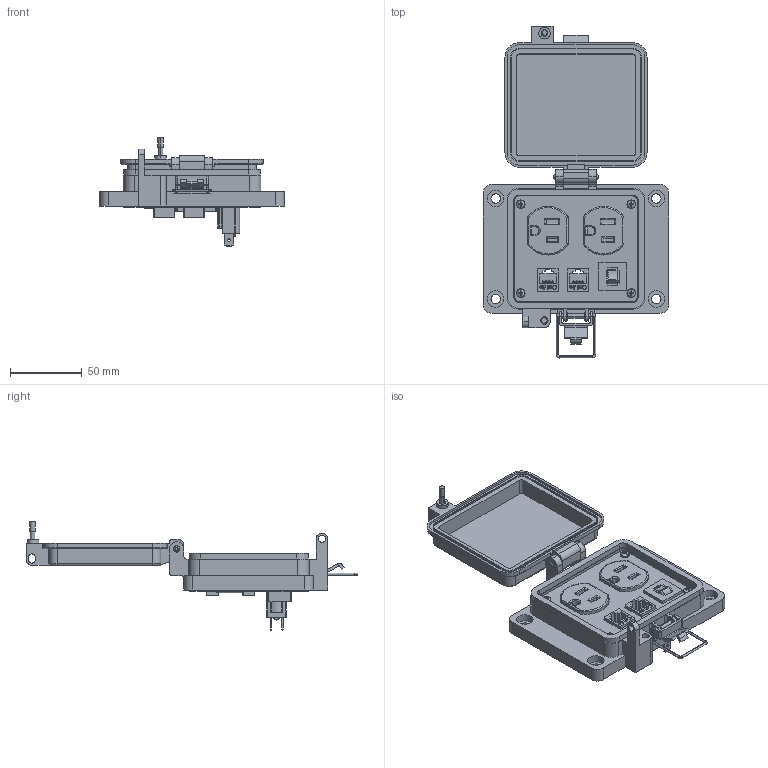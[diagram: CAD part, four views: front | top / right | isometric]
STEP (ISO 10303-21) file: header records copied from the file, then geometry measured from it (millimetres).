
FILE_DESCRIPTION (( 'STEP AP214' ), '1' );
FILE_NAME ('P-R2#2-K3RD3_3D.STEP', '2018-02-08T16:15:10', ( '' ), ( '' ), 'SwSTEP 2.0', 'SolidWorks 2017', '' );
FILE_SCHEMA (( 'AUTOMOTIVE_DESIGN' ));
Length unit declared in the file: millimetre
Products named in the file (13): Z-300-RJ45CAT5; P-R2#2-K3RD3_FP060_1; 90272A106_ZINC-PLTD STL PAN HEAD PHILLIPS MACHINE SCREW_90272A106; P-R2#2-K3RD3_TP060_1; P-R2#2-K3RD3_BP180_1; P-R2#2-K3RD3_3D; 92005A124_METRIC PAN HEAD PHILLIPS MACHINE SCREW_92005A124; -K3; Z-H-K3_B; RD_sheared; Z-200-OTLT-RD_Sheared; Z-CB-SM; R2
Assembly tree (19 placements, depth 3):
  P-R2#2-K3RD3_3D
    P-R2#2-K3RD3_BP180_1
    P-R2#2-K3RD3_TP060_1
    90272A106_ZINC-PLTD STL PAN HEAD PHILLIPS MACHINE SCREW_90272A106  x4
    P-R2#2-K3RD3_FP060_1
    R2  x2
      Z-300-RJ45CAT5
    Z-CB-SM
    RD_sheared
      Z-200-OTLT-RD_Sheared
    -K3
      Z-H-K3_B
    92005A124_METRIC PAN HEAD PHILLIPS MACHINE SCREW_92005A124  x4
Bounding box: 129 x 231.28 x 76.11 mm (x, y, z)
Volume: 198510.4 mm3; surface area: 136930.8 mm2
Topology: 34 solids, 34 shells, 3235 faces, 8964 edges, 5856 vertices
Faces by surface type: plane 1363, cylinder 1340, bspline 297, cone 90, torus 77, sphere 68
Entity records: 88452 total; most frequent: CARTESIAN_POINT 23136, ORIENTED_EDGE 11356, DIRECTION 9735, EDGE_CURVE 5678, VERTEX_POINT 3694, LINE 3509, VECTOR 3509, AXIS2_PLACEMENT_3D 3113
